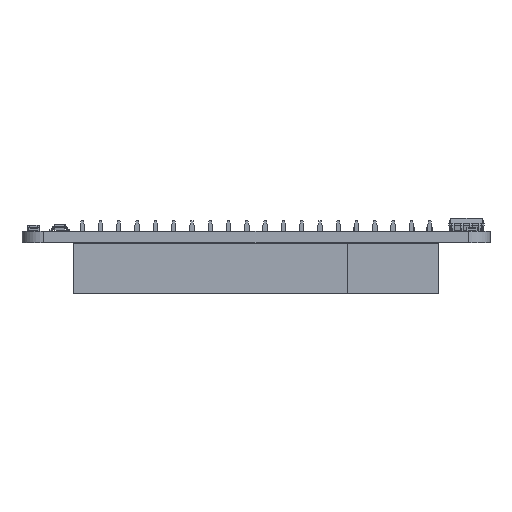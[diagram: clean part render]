
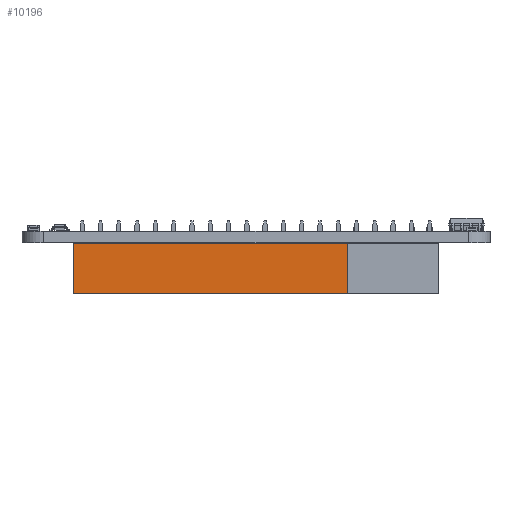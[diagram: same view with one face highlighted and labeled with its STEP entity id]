
A CAD part, front view. The second image highlights one B-rep face of the part: STEP entity #10196.
In plain terms, the highlighted face is planar.
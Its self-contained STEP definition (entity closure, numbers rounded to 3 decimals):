
#10196 = ADVANCED_FACE('',(#10197),#10231,.F.);
#10197 = FACE_BOUND('',#10198,.F.);
#10198 = EDGE_LOOP('',(#10199,#10209,#10217,#10225));
#10199 = ORIENTED_EDGE('',*,*,#10200,.T.);
#10200 = EDGE_CURVE('',#10201,#10203,#10205,.T.);
#10201 = VERTEX_POINT('',#10202);
#10202 = CARTESIAN_POINT('',(1.27,-49.53,0.));
#10203 = VERTEX_POINT('',#10204);
#10204 = CARTESIAN_POINT('',(1.27,-49.53,7.));
#10205 = LINE('',#10206,#10207);
#10206 = CARTESIAN_POINT('',(1.27,-49.53,0.));
#10207 = VECTOR('',#10208,1.);
#10208 = DIRECTION('',(0.,0.,1.));
#10209 = ORIENTED_EDGE('',*,*,#10210,.T.);
#10210 = EDGE_CURVE('',#10203,#10211,#10213,.T.);
#10211 = VERTEX_POINT('',#10212);
#10212 = CARTESIAN_POINT('',(1.27,1.27,7.));
#10213 = LINE('',#10214,#10215);
#10214 = CARTESIAN_POINT('',(1.27,-49.53,7.));
#10215 = VECTOR('',#10216,1.);
#10216 = DIRECTION('',(0.,1.,0.));
#10217 = ORIENTED_EDGE('',*,*,#10218,.F.);
#10218 = EDGE_CURVE('',#10219,#10211,#10221,.T.);
#10219 = VERTEX_POINT('',#10220);
#10220 = CARTESIAN_POINT('',(1.27,1.27,0.));
#10221 = LINE('',#10222,#10223);
#10222 = CARTESIAN_POINT('',(1.27,1.27,0.));
#10223 = VECTOR('',#10224,1.);
#10224 = DIRECTION('',(0.,0.,1.));
#10225 = ORIENTED_EDGE('',*,*,#10226,.F.);
#10226 = EDGE_CURVE('',#10201,#10219,#10227,.T.);
#10227 = LINE('',#10228,#10229);
#10228 = CARTESIAN_POINT('',(1.27,-49.53,0.));
#10229 = VECTOR('',#10230,1.);
#10230 = DIRECTION('',(0.,1.,0.));
#10231 = PLANE('',#10232);
#10232 = AXIS2_PLACEMENT_3D('',#10233,#10234,#10235);
#10233 = CARTESIAN_POINT('',(1.27,-49.53,0.));
#10234 = DIRECTION('',(-1.,0.,0.));
#10235 = DIRECTION('',(0.,1.,0.));
